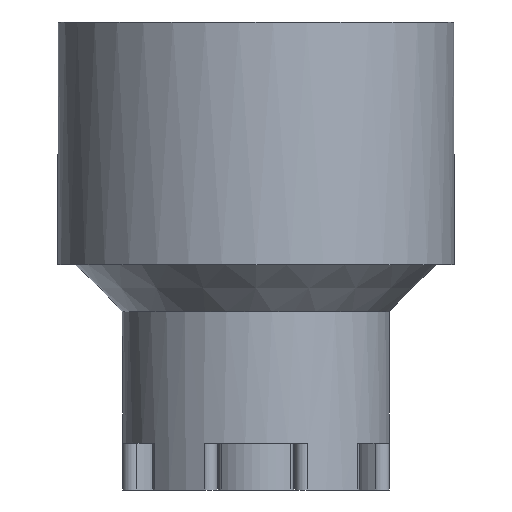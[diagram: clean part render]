
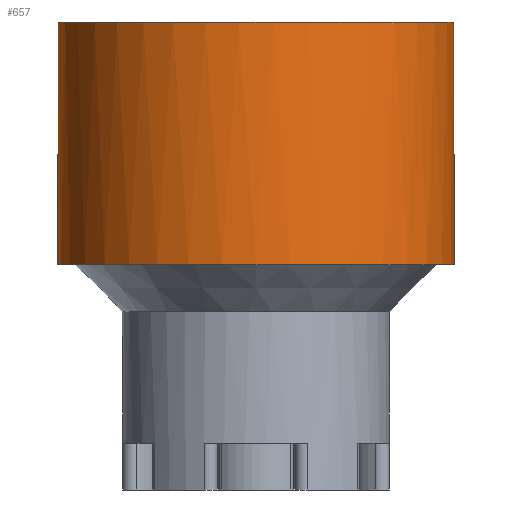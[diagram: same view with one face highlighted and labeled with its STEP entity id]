
A CAD part, front view. The second image highlights one B-rep face of the part: STEP entity #657.
In plain terms, the highlighted cylindrical face has radius 4.225 mm (diameter 8.45 mm), a partial arc.
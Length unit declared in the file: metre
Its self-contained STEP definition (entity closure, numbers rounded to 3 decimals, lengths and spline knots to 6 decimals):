
#35=ELLIPSE('',#713,0.005975,0.004225);
#36=ELLIPSE('',#715,0.005975,0.004225);
#37=CIRCLE('',#712,0.004225);
#38=CIRCLE('',#714,0.004225);
#88=ORIENTED_EDGE('',*,*,#286,.T.);
#89=ORIENTED_EDGE('',*,*,#287,.F.);
#90=ORIENTED_EDGE('',*,*,#288,.F.);
#91=ORIENTED_EDGE('',*,*,#289,.T.);
#92=ORIENTED_EDGE('',*,*,#290,.T.);
#93=ORIENTED_EDGE('',*,*,#291,.T.);
#286=EDGE_CURVE('',#385,#386,#451,.T.);
#287=EDGE_CURVE('',#387,#386,#37,.T.);
#288=EDGE_CURVE('',#388,#387,#452,.T.);
#289=EDGE_CURVE('',#388,#389,#35,.T.);
#290=EDGE_CURVE('',#389,#390,#38,.T.);
#291=EDGE_CURVE('',#390,#385,#36,.F.);
#385=VERTEX_POINT('',#1042);
#386=VERTEX_POINT('',#1043);
#387=VERTEX_POINT('',#1045);
#388=VERTEX_POINT('',#1047);
#389=VERTEX_POINT('',#1049);
#390=VERTEX_POINT('',#1051);
#451=LINE('',#1041,#495);
#452=LINE('',#1046,#496);
#495=VECTOR('',#809,1.);
#496=VECTOR('',#812,1.);
#539=EDGE_LOOP('',(#88,#89,#90,#91,#92,#93));
#588=FACE_BOUND('',#539,.T.);
#637=CYLINDRICAL_SURFACE('',#711,0.004225);
#657=ADVANCED_FACE('',(#588),#637,.T.);
#711=AXIS2_PLACEMENT_3D('',#1040,#807,#808);
#712=AXIS2_PLACEMENT_3D('',#1044,#810,#811);
#713=AXIS2_PLACEMENT_3D('',#1048,#813,#814);
#714=AXIS2_PLACEMENT_3D('',#1050,#815,#816);
#715=AXIS2_PLACEMENT_3D('',#1052,#817,#818);
#807=DIRECTION('',(0.,0.,-1.));
#808=DIRECTION('',(-1.,0.,0.));
#809=DIRECTION('',(0.,0.,1.));
#810=DIRECTION('',(0.,0.,1.));
#811=DIRECTION('',(1.,0.,0.));
#812=DIRECTION('',(0.,0.,1.));
#813=DIRECTION('',(0.707,0.,0.707));
#814=DIRECTION('',(0.707,0.,-0.707));
#815=DIRECTION('',(0.,0.,1.));
#816=DIRECTION('',(1.,0.,0.));
#817=DIRECTION('',(0.707,0.,-0.707));
#818=DIRECTION('',(-0.707,0.,-0.707));
#1040=CARTESIAN_POINT('',(0.,0.,0.017675));
#1041=CARTESIAN_POINT('',(0.0005,0.004195,0.0125));
#1042=CARTESIAN_POINT('',(0.0005,0.004195,0.0115));
#1043=CARTESIAN_POINT('',(0.0005,0.004195,0.017675));
#1044=CARTESIAN_POINT('',(0.,0.,0.017675));
#1045=CARTESIAN_POINT('',(-0.0005,0.004195,0.017675));
#1046=CARTESIAN_POINT('',(-0.0005,0.004195,0.0125));
#1047=CARTESIAN_POINT('',(-0.0005,0.004195,0.0115));
#1048=CARTESIAN_POINT('',(0.,0.,0.011));
#1049=CARTESIAN_POINT('',(-0.0015,0.00395,0.0125));
#1050=CARTESIAN_POINT('',(0.,0.,0.0125));
#1051=CARTESIAN_POINT('',(0.0015,0.00395,0.0125));
#1052=CARTESIAN_POINT('',(0.,0.,0.011));
